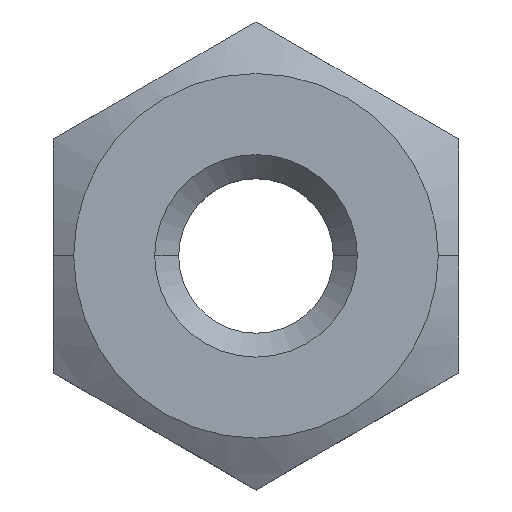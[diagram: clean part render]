
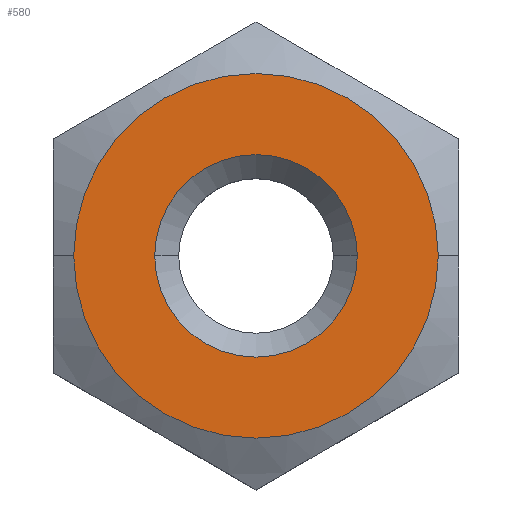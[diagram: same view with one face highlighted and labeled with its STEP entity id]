
A CAD part, top view. The second image highlights one B-rep face of the part: STEP entity #580.
In plain terms, the highlighted planar face has unit normal (0, 0, 1).
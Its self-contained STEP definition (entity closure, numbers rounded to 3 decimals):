
#72=CARTESIAN_POINT('',(-1.44,0.0,1.3));
#73=VERTEX_POINT('',#72);
#140=CARTESIAN_POINT('',(1.44,0.0,1.3));
#141=VERTEX_POINT('',#140);
#148=CARTESIAN_POINT('',(0.,0.0,1.3));
#149=DIRECTION('',(0.0,0.0,1.0));
#150=DIRECTION('',(1.0,0.0,0.0));
#151=AXIS2_PLACEMENT_3D('',#148,#149,#150);
#152=CIRCLE('',#151,1.44);
#153=EDGE_CURVE('',#73,#141,#152,.T.);
#165=CARTESIAN_POINT('',(0.8,0.0,1.3));
#166=VERTEX_POINT('',#165);
#182=CARTESIAN_POINT('',(-0.8,0.,1.3));
#183=VERTEX_POINT('',#182);
#190=CARTESIAN_POINT('',(0.,0.0,1.3));
#191=DIRECTION('',(0.0,0.0,1.0));
#192=DIRECTION('',(1.0,0.0,0.0));
#193=AXIS2_PLACEMENT_3D('',#190,#191,#192);
#194=CIRCLE('',#193,0.8);
#195=EDGE_CURVE('',#183,#166,#194,.T.);
#480=CARTESIAN_POINT('',(0.,0.0,1.3));
#481=DIRECTION('',(0.0,0.0,1.0));
#482=DIRECTION('',(1.0,0.0,0.0));
#483=AXIS2_PLACEMENT_3D('',#480,#481,#482);
#484=CIRCLE('',#483,0.8);
#485=EDGE_CURVE('',#166,#183,#484,.T.);
#498=CARTESIAN_POINT('',(0.,0.0,1.3));
#499=DIRECTION('',(0.0,0.0,1.0));
#500=DIRECTION('',(1.0,0.0,0.0));
#501=AXIS2_PLACEMENT_3D('',#498,#499,#500);
#502=CIRCLE('',#501,1.44);
#503=EDGE_CURVE('',#141,#73,#502,.T.);
#567=CARTESIAN_POINT('',(1.584,-1.584,1.3));
#568=DIRECTION('',(0.0,0.0,-1.0));
#569=DIRECTION('',(-1.0,0.0,0.0));
#570=AXIS2_PLACEMENT_3D('',#567,#568,#569);
#571=PLANE('',#570);
#572=ORIENTED_EDGE('',*,*,#503,.T.);
#573=ORIENTED_EDGE('',*,*,#153,.T.);
#574=EDGE_LOOP('',(#572,#573));
#575=FACE_OUTER_BOUND('',#574,.T.);
#576=ORIENTED_EDGE('',*,*,#195,.F.);
#577=ORIENTED_EDGE('',*,*,#485,.F.);
#578=EDGE_LOOP('',(#576,#577));
#579=FACE_BOUND('',#578,.T.);
#580=ADVANCED_FACE('',(#575,#579),#571,.F.);
